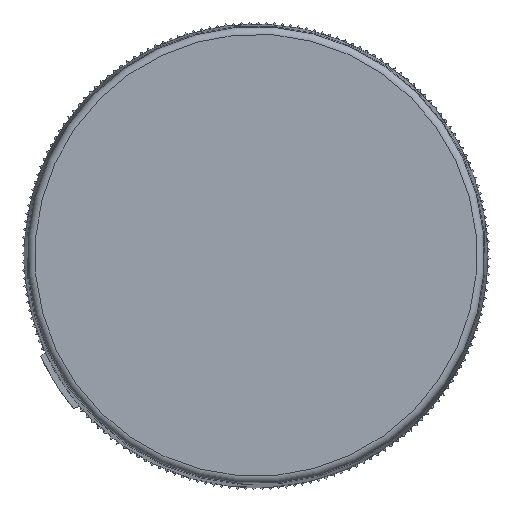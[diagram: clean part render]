
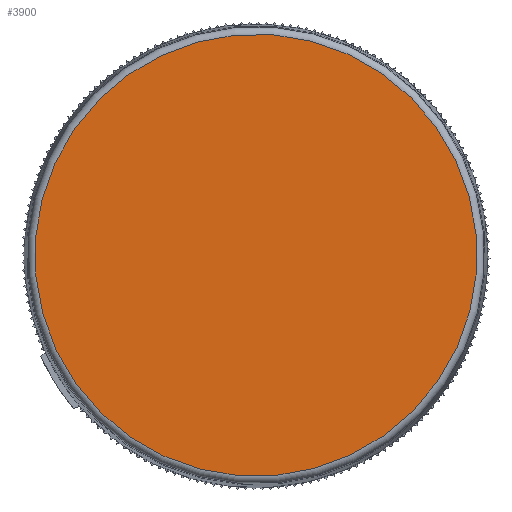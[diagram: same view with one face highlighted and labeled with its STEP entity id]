
A CAD part, top view. The second image highlights one B-rep face of the part: STEP entity #3900.
In plain terms, the highlighted planar face has unit normal (0, 0, 1).
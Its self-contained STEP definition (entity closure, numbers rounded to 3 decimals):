
#944=PLANE('',#30978);
#3900=ADVANCED_FACE('',(#6105),#944,.F.);
#6105=FACE_OUTER_BOUND('',#7880,.T.);
#7880=EDGE_LOOP('',(#13471));
#9534=CIRCLE('',#30977,29.576);
#13471=ORIENTED_EDGE('',*,*,#24299,.T.);
#20691=VERTEX_POINT('',#53090);
#24299=EDGE_CURVE('',#20691,#20691,#9534,.T.);
#30977=AXIS2_PLACEMENT_3D('',#53089,#34735,#34736);
#30978=AXIS2_PLACEMENT_3D('',#53091,#34737,#34738);
#34735=DIRECTION('',(0.,0.,1.));
#34736=DIRECTION('',(-0.996,-0.094,0.));
#34737=DIRECTION('',(0.,0.,-1.));
#34738=DIRECTION('',(-0.996,-0.094,0.));
#53089=CARTESIAN_POINT('',(0.,0.,
36.));
#53090=CARTESIAN_POINT('',(-29.444,-2.785,36.));
#53091=CARTESIAN_POINT('',(-2.877,30.414,36.));
